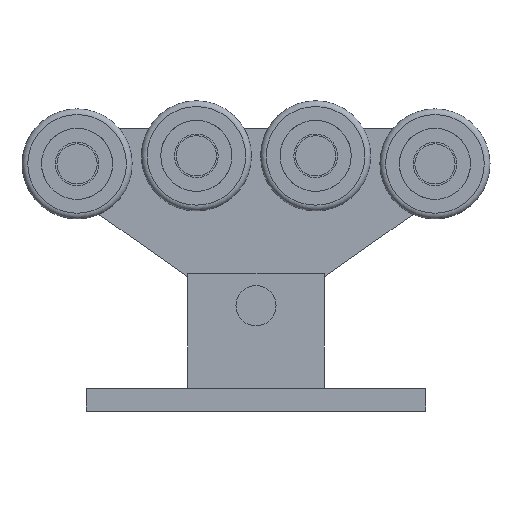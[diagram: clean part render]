
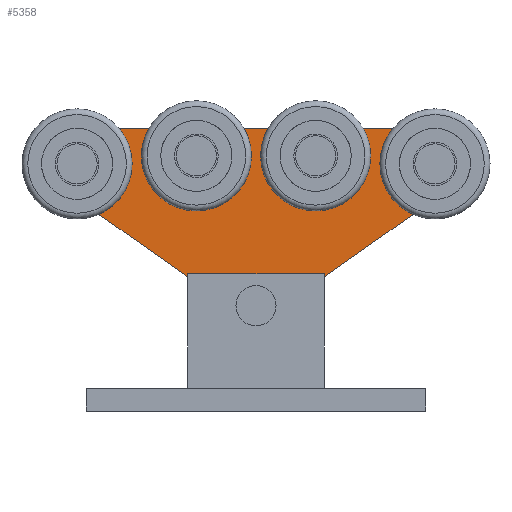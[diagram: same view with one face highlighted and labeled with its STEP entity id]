
A CAD part, front view. The second image highlights one B-rep face of the part: STEP entity #5358.
In plain terms, the highlighted face is planar.
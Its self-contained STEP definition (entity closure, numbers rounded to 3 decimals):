
#5358=ADVANCED_FACE('',(#9095,#9097,#9099,#9101,#9103,#9105),#9107,.T.);
#9095=FACE_BOUND('',#9096,.T.);
#9096=EDGE_LOOP('',(#12321,#12322,#12323,#12324,#12325,#12326,#12327,#12328,#12329,
#12330,#12331,#12332));
#9097=FACE_BOUND('',#9098,.T.);
#9098=EDGE_LOOP('',(#12333));
#9099=FACE_BOUND('',#9100,.T.);
#9100=EDGE_LOOP('',(#12334));
#9101=FACE_BOUND('',#9102,.T.);
#9102=EDGE_LOOP('',(#12335));
#9103=FACE_BOUND('',#9104,.T.);
#9104=EDGE_LOOP('',(#12336));
#9105=FACE_BOUND('',#9106,.T.);
#9106=EDGE_LOOP('',(#12337));
#9107=PLANE('',#9108);
#9108=AXIS2_PLACEMENT_3D('',#9109,#9110,#9111);
#9109=CARTESIAN_POINT('',(0.,0.,10.));
#9110=DIRECTION('',(0.,0.,1.));
#9111=DIRECTION('',(1.,0.,0.));
#12321=ORIENTED_EDGE('',*,*,#13660,.T.);
#12322=ORIENTED_EDGE('',*,*,#13661,.T.);
#12323=ORIENTED_EDGE('',*,*,#13662,.T.);
#12324=ORIENTED_EDGE('',*,*,#13663,.T.);
#12325=ORIENTED_EDGE('',*,*,#13664,.T.);
#12326=ORIENTED_EDGE('',*,*,#13665,.T.);
#12327=ORIENTED_EDGE('',*,*,#13666,.T.);
#12328=ORIENTED_EDGE('',*,*,#13667,.T.);
#12329=ORIENTED_EDGE('',*,*,#13668,.T.);
#12330=ORIENTED_EDGE('',*,*,#13669,.T.);
#12331=ORIENTED_EDGE('',*,*,#13670,.T.);
#12332=ORIENTED_EDGE('',*,*,#13671,.T.);
#12333=ORIENTED_EDGE('',*,*,#13672,.T.);
#12334=ORIENTED_EDGE('',*,*,#13673,.T.);
#12335=ORIENTED_EDGE('',*,*,#13674,.T.);
#12336=ORIENTED_EDGE('',*,*,#13675,.T.);
#12337=ORIENTED_EDGE('',*,*,#13676,.T.);
#13660=EDGE_CURVE('',#15455,#15456,#15457,.T.);
#13661=EDGE_CURVE('',#15456,#15458,#15459,.T.);
#13662=EDGE_CURVE('',#15458,#15460,#15461,.T.);
#13663=EDGE_CURVE('',#15460,#15462,#15463,.T.);
#13664=EDGE_CURVE('',#15462,#15464,#15465,.T.);
#13665=EDGE_CURVE('',#15464,#15466,#15467,.T.);
#13666=EDGE_CURVE('',#15466,#15468,#15469,.T.);
#13667=EDGE_CURVE('',#15468,#15470,#15471,.T.);
#13668=EDGE_CURVE('',#15470,#15472,#15473,.T.);
#13669=EDGE_CURVE('',#15472,#15474,#15475,.T.);
#13670=EDGE_CURVE('',#15474,#15476,#15477,.T.);
#13671=EDGE_CURVE('',#15476,#15455,#15478,.T.);
#13672=EDGE_CURVE('',#15479,#15479,#15480,.F.);
#13673=EDGE_CURVE('',#15481,#15481,#15482,.F.);
#13674=EDGE_CURVE('',#15483,#15483,#15484,.F.);
#13675=EDGE_CURVE('',#15485,#15485,#15486,.F.);
#13676=EDGE_CURVE('',#15487,#15487,#15488,.F.);
#15455=VERTEX_POINT('',#19795);
#15456=VERTEX_POINT('',#19796);
#15457=LINE('',#19797,#19798);
#15458=VERTEX_POINT('',#19800);
#15459=CIRCLE('',#19801,12.5);
#15460=VERTEX_POINT('',#19805);
#15461=LINE('',#19806,#19807);
#15462=VERTEX_POINT('',#19809);
#15463=CIRCLE('',#19810,12.5);
#15464=VERTEX_POINT('',#19814);
#15465=LINE('',#19815,#19816);
#15466=VERTEX_POINT('',#19818);
#15467=LINE('',#19819,#19820);
#15468=VERTEX_POINT('',#19822);
#15469=LINE('',#19823,#19824);
#15470=VERTEX_POINT('',#19826);
#15471=CIRCLE('',#19827,12.5);
#15472=VERTEX_POINT('',#19831);
#15473=LINE('',#19832,#19833);
#15474=VERTEX_POINT('',#19835);
#15475=CIRCLE('',#19836,12.5);
#15476=VERTEX_POINT('',#19840);
#15477=LINE('',#19841,#19842);
#15478=LINE('',#19844,#19845);
#15479=VERTEX_POINT('',#19847);
#15480=CIRCLE('',#19848,7.5);
#15481=VERTEX_POINT('',#19852);
#15482=CIRCLE('',#19853,7.5);
#15483=VERTEX_POINT('',#19857);
#15484=CIRCLE('',#19858,7.48);
#15485=VERTEX_POINT('',#19862);
#15486=CIRCLE('',#19863,7.5);
#15487=VERTEX_POINT('',#19867);
#15488=CIRCLE('',#19868,7.5);
#19795=CARTESIAN_POINT('',(-90.5,0.,10.));
#19796=CARTESIAN_POINT('',(-90.5,-15.3,10.));
#19797=CARTESIAN_POINT('',(-90.5,0.,10.));
#19798=VECTOR('',#19799,1.);
#19799=DIRECTION('',(0.,-1.,0.));
#19800=CARTESIAN_POINT('',(-85.197,-25.52,10.));
#19801=AXIS2_PLACEMENT_3D('',#19802,#19803,#19804);
#19802=CARTESIAN_POINT('',(-78.,-15.3,10.));
#19803=DIRECTION('',(0.,0.,1.));
#19804=DIRECTION('',(-1.,0.,0.));
#19805=CARTESIAN_POINT('',(-30.303,-64.18,10.));
#19806=CARTESIAN_POINT('',(-85.197,-25.52,10.));
#19807=VECTOR('',#19808,1.);
#19808=DIRECTION('',(0.818,-0.576,0.));
#19809=CARTESIAN_POINT('',(-25.,-74.4,10.));
#19810=AXIS2_PLACEMENT_3D('',#19811,#19812,#19813);
#19811=CARTESIAN_POINT('',(-37.5,-74.4,10.));
#19812=DIRECTION('',(0.,0.,-1.));
#19813=DIRECTION('',(0.576,0.818,0.));
#19814=CARTESIAN_POINT('',(-25.,-89.6,10.));
#19815=CARTESIAN_POINT('',(-25.,-74.4,10.));
#19816=VECTOR('',#19817,1.);
#19817=DIRECTION('',(0.,-1.,0.));
#19818=CARTESIAN_POINT('',(25.,-89.6,10.));
#19819=CARTESIAN_POINT('',(-25.,-89.6,10.));
#19820=VECTOR('',#19821,1.);
#19821=DIRECTION('',(1.,0.,0.));
#19822=CARTESIAN_POINT('',(25.,-74.4,10.));
#19823=CARTESIAN_POINT('',(25.,-89.6,10.));
#19824=VECTOR('',#19825,1.);
#19825=DIRECTION('',(0.,1.,0.));
#19826=CARTESIAN_POINT('',(30.303,-64.18,10.));
#19827=AXIS2_PLACEMENT_3D('',#19828,#19829,#19830);
#19828=CARTESIAN_POINT('',(37.5,-74.4,10.));
#19829=DIRECTION('',(0.,0.,-1.));
#19830=DIRECTION('',(-1.,0.,0.));
#19831=CARTESIAN_POINT('',(85.197,-25.52,10.));
#19832=CARTESIAN_POINT('',(30.303,-64.18,10.));
#19833=VECTOR('',#19834,1.);
#19834=DIRECTION('',(0.818,0.576,0.));
#19835=CARTESIAN_POINT('',(90.5,-15.3,10.));
#19836=AXIS2_PLACEMENT_3D('',#19837,#19838,#19839);
#19837=CARTESIAN_POINT('',(78.,-15.3,10.));
#19838=DIRECTION('',(0.,0.,1.));
#19839=DIRECTION('',(0.576,-0.818,0.));
#19840=CARTESIAN_POINT('',(90.5,0.,10.));
#19841=CARTESIAN_POINT('',(90.5,-15.3,10.));
#19842=VECTOR('',#19843,1.);
#19843=DIRECTION('',(0.,1.,0.));
#19844=CARTESIAN_POINT('',(90.5,0.,10.));
#19845=VECTOR('',#19846,1.);
#19846=DIRECTION('',(-1.,0.,0.));
#19847=CARTESIAN_POINT('',(85.5,-15.3,10.));
#19848=AXIS2_PLACEMENT_3D('',#19849,#19850,#19851);
#19849=CARTESIAN_POINT('',(78.,-15.3,10.));
#19850=DIRECTION('',(0.,0.,1.));
#19851=DIRECTION('',(1.,0.,0.));
#19852=CARTESIAN_POINT('',(-18.5,-11.8,10.));
#19853=AXIS2_PLACEMENT_3D('',#19854,#19855,#19856);
#19854=CARTESIAN_POINT('',(-26.,-11.8,10.));
#19855=DIRECTION('',(0.,0.,1.));
#19856=DIRECTION('',(1.,0.,0.));
#19857=CARTESIAN_POINT('',(7.48,-77.1,10.));
#19858=AXIS2_PLACEMENT_3D('',#19859,#19860,#19861);
#19859=CARTESIAN_POINT('',(0.,-77.1,10.));
#19860=DIRECTION('',(0.,0.,1.));
#19861=DIRECTION('',(1.,0.,0.));
#19862=CARTESIAN_POINT('',(-70.5,-15.3,10.));
#19863=AXIS2_PLACEMENT_3D('',#19864,#19865,#19866);
#19864=CARTESIAN_POINT('',(-78.,-15.3,10.));
#19865=DIRECTION('',(0.,0.,1.));
#19866=DIRECTION('',(1.,0.,0.));
#19867=CARTESIAN_POINT('',(33.5,-11.8,10.));
#19868=AXIS2_PLACEMENT_3D('',#19869,#19870,#19871);
#19869=CARTESIAN_POINT('',(26.,-11.8,10.));
#19870=DIRECTION('',(0.,0.,1.));
#19871=DIRECTION('',(1.,0.,0.));
